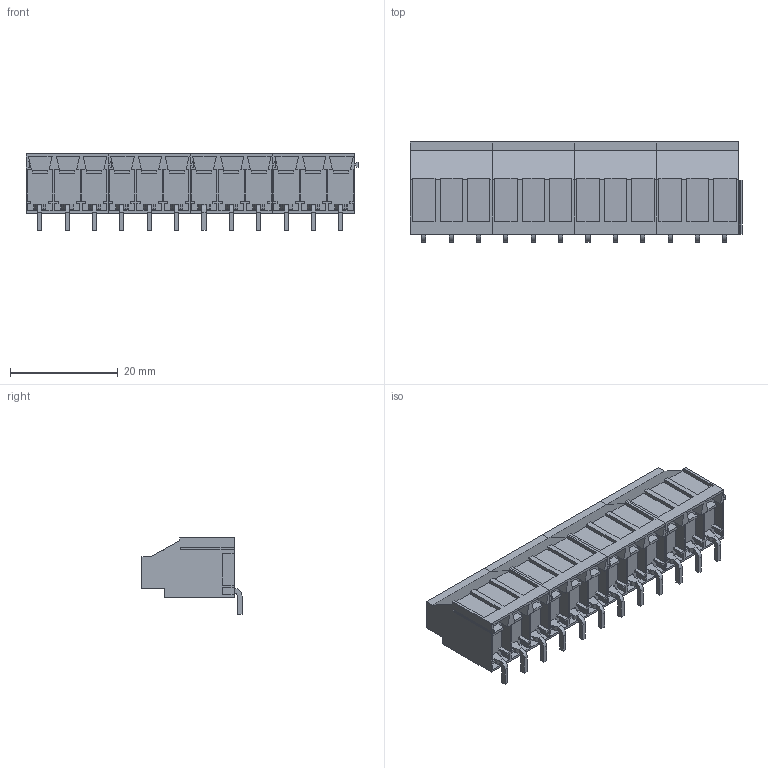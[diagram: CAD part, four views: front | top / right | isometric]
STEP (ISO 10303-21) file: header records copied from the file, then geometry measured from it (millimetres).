
FILE_DESCRIPTION(('CATIA V5 STEP','CAx-IF Rec.Pracs.--- Model Styling and Organization---1.2---2011-12-15'),'2;1');
FILE_NAME ('D1462055_0_2432010000_2432010000.stp','2016-10-03T07:00:08+00:00',('none'),('Weidmueller'),'CATIA Version 5-6 Release 2014','CATIA V5 STEP AP214','none');
FILE_SCHEMA(('AUTOMOTIVE_DESIGN { 1 0 10303 214 1 1 1 1 }'));
Length unit declared in the file: millimetre
Products named in the file (1): 2432010000_S
Bounding box: 61.61 x 18.57 x 14.2 mm (x, y, z)
Volume: 7972 mm3; surface area: 8139.2 mm2
Topology: 28 solids, 28 shells, 900 faces, 2376 edges, 1568 vertices
Faces by surface type: plane 804, cylinder 96
Entity records: 25584 total; most frequent: ORIENTED_EDGE 4752, CARTESIAN_POINT 4530, DIRECTION 3546, EDGE_CURVE 2376, VECTOR 2136, LINE 2136, VERTEX_POINT 1568, EDGE_LOOP 936
